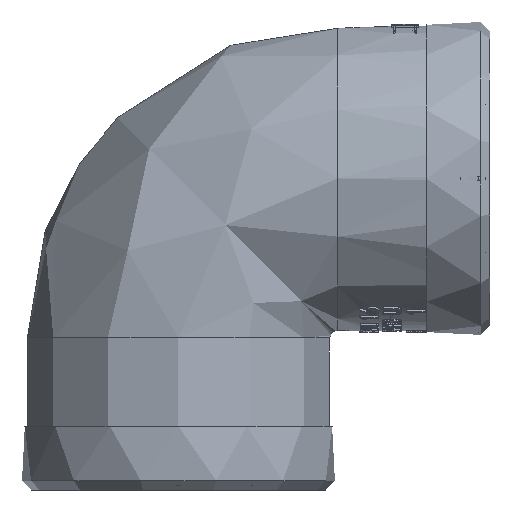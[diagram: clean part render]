
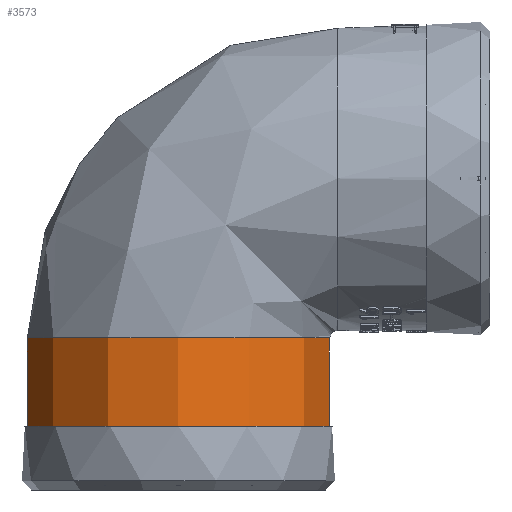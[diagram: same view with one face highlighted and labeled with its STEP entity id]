
A CAD part, left-side view. The second image highlights one B-rep face of the part: STEP entity #3573.
In plain terms, the highlighted cylindrical face has radius 16.5 mm (diameter 33 mm), a full revolution.
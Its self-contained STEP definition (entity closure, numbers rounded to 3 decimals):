
#3573=ADVANCED_FACE('',(#5663,#5664),#5361,.T.);
#5361=CYLINDRICAL_SURFACE('',#34431,16.5);
#5663=FACE_BOUND('',#5818,.T.);
#5664=FACE_BOUND('',#5819,.T.);
#5818=EDGE_LOOP('',(#15526));
#5819=EDGE_LOOP('',(#15527));
#15526=ORIENTED_EDGE('',*,*,#29070,.T.);
#15527=ORIENTED_EDGE('',*,*,#29120,.F.);
#25639=VERTEX_POINT('',#48875);
#25678=VERTEX_POINT('',#53020);
#29070=EDGE_CURVE('',#25639,#25639,#33015,.T.);
#29120=EDGE_CURVE('',#25678,#25678,#33034,.T.);
#33015=CIRCLE('',#34391,16.5);
#33034=CIRCLE('',#34429,16.5);
#34391=AXIS2_PLACEMENT_3D('',#48874,#39222,#39223);
#34429=AXIS2_PLACEMENT_3D('',#53019,#39298,#39299);
#34431=AXIS2_PLACEMENT_3D('',#53134,#39302,#39303);
#39222=DIRECTION('',(0.,0.,1.));
#39223=DIRECTION('',(-1.,0.,0.));
#39298=DIRECTION('',(0.,0.,1.));
#39299=DIRECTION('',(-1.,0.,0.));
#39302=DIRECTION('',(0.,0.,1.));
#39303=DIRECTION('',(-1.,0.,0.));
#48874=CARTESIAN_POINT('',(0.,5.7,-106.45));
#48875=CARTESIAN_POINT('',(-16.5,5.7,-106.45));
#53019=CARTESIAN_POINT('',(0.,5.7,-90.95));
#53020=CARTESIAN_POINT('',(-16.5,5.7,-90.95));
#53134=CARTESIAN_POINT('',(0.,5.7,-101.25));
